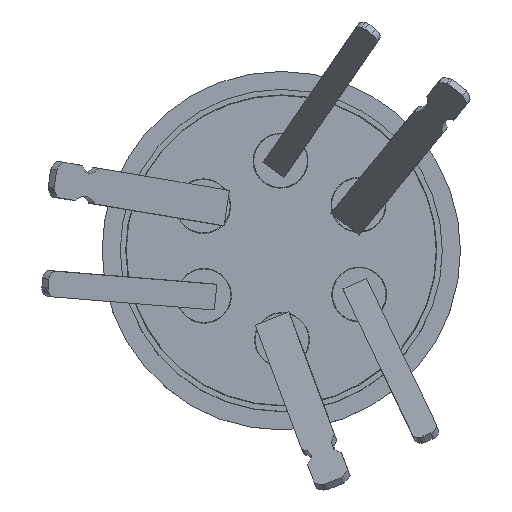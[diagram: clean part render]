
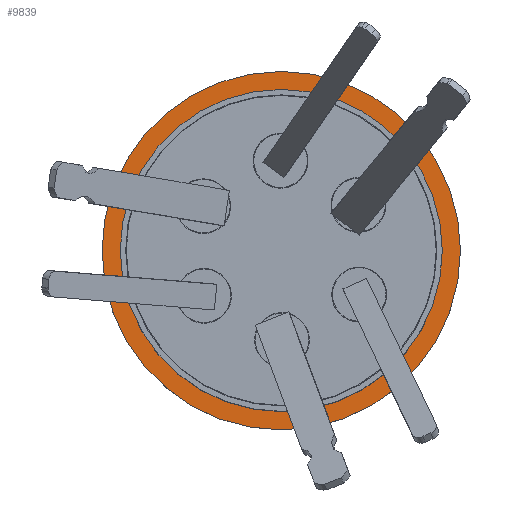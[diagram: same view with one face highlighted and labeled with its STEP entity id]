
A CAD part, top view. The second image highlights one B-rep face of the part: STEP entity #9839.
In plain terms, the highlighted planar face has unit normal (0, 0, 1).
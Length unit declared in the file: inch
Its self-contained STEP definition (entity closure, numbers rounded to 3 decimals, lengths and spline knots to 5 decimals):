
#135 = EDGE_CURVE ( 'NONE', #4650, #7305, #5031, .T. ) ;
#217 = DIRECTION ( 'NONE',  ( 0., 0., 1. ) ) ;
#287 = EDGE_CURVE ( 'NONE', #1303, #5819, #1075, .T. ) ;
#295 = PLANE ( 'NONE',  #633 ) ;
#633 = AXIS2_PLACEMENT_3D ( 'NONE', #9164, #5985, #1121 ) ;
#646 = DIRECTION ( 'NONE',  ( 0., -1., 0. ) ) ;
#1075 = CIRCLE ( 'NONE', #5931, 0.5615 ) ;
#1121 = DIRECTION ( 'NONE',  ( 0., -1., 0. ) ) ;
#1303 = VERTEX_POINT ( 'NONE', #6072 ) ;
#1742 = CARTESIAN_POINT ( 'NONE',  ( -0.717, -0.31694, 0.48829 ) ) ;
#1899 = CIRCLE ( 'NONE', #3586, 0.5615 ) ;
#2196 = DIRECTION ( 'NONE',  ( 0., -1., 0. ) ) ;
#2897 = CIRCLE ( 'NONE', #3539, 0.625 ) ;
#3526 = ORIENTED_EDGE ( 'NONE', *, *, #6683, .F. ) ;
#3539 = AXIS2_PLACEMENT_3D ( 'NONE', #4587, #10210, #5412 ) ;
#3586 = AXIS2_PLACEMENT_3D ( 'NONE', #10336, #5536, #646 ) ;
#4527 = CARTESIAN_POINT ( 'NONE',  ( -0.717, -0.94194, 0.48829 ) ) ;
#4587 = CARTESIAN_POINT ( 'NONE',  ( -0.717, -0.94194, 0.48829 ) ) ;
#4624 = FACE_BOUND ( 'NONE', #7761, .T. ) ;
#4650 = VERTEX_POINT ( 'NONE', #4994 ) ;
#4994 = CARTESIAN_POINT ( 'NONE',  ( -0.717, -1.56694, 0.48829 ) ) ;
#5031 = CIRCLE ( 'NONE', #8114, 0.625 ) ;
#5038 = EDGE_LOOP ( 'NONE', ( #6410, #9119 ) ) ;
#5336 = CARTESIAN_POINT ( 'NONE',  ( -0.717, -1.50344, 0.48829 ) ) ;
#5412 = DIRECTION ( 'NONE',  ( 0., -1., 0. ) ) ;
#5536 = DIRECTION ( 'NONE',  ( 0., 0., 1. ) ) ;
#5819 = VERTEX_POINT ( 'NONE', #5336 ) ;
#5931 = AXIS2_PLACEMENT_3D ( 'NONE', #4527, #6112, #2196 ) ;
#5985 = DIRECTION ( 'NONE',  ( 0., 0., 1. ) ) ;
#6072 = CARTESIAN_POINT ( 'NONE',  ( -0.717, -0.38044, 0.48829 ) ) ;
#6112 = DIRECTION ( 'NONE',  ( 0., 0., 1. ) ) ;
#6410 = ORIENTED_EDGE ( 'NONE', *, *, #135, .T. ) ;
#6656 = CARTESIAN_POINT ( 'NONE',  ( -0.717, -0.94194, 0.48829 ) ) ;
#6683 = EDGE_CURVE ( 'NONE', #5819, #1303, #1899, .T. ) ;
#7305 = VERTEX_POINT ( 'NONE', #1742 ) ;
#7477 = EDGE_CURVE ( 'NONE', #7305, #4650, #2897, .T. ) ;
#7761 = EDGE_LOOP ( 'NONE', ( #3526, #10043 ) ) ;
#8114 = AXIS2_PLACEMENT_3D ( 'NONE', #6656, #217, #9105 ) ;
#8891 = FACE_OUTER_BOUND ( 'NONE', #5038, .T. ) ;
#9105 = DIRECTION ( 'NONE',  ( 0., -1., 0. ) ) ;
#9119 = ORIENTED_EDGE ( 'NONE', *, *, #7477, .T. ) ;
#9164 = CARTESIAN_POINT ( 'NONE',  ( -1.2785, -0.94194, 0.48829 ) ) ;
#9839 = ADVANCED_FACE ( 'NONE', ( #4624, #8891 ), #295, .T. ) ;
#10043 = ORIENTED_EDGE ( 'NONE', *, *, #287, .F. ) ;
#10210 = DIRECTION ( 'NONE',  ( 0., 0., 1. ) ) ;
#10336 = CARTESIAN_POINT ( 'NONE',  ( -0.717, -0.94194, 0.48829 ) ) ;
